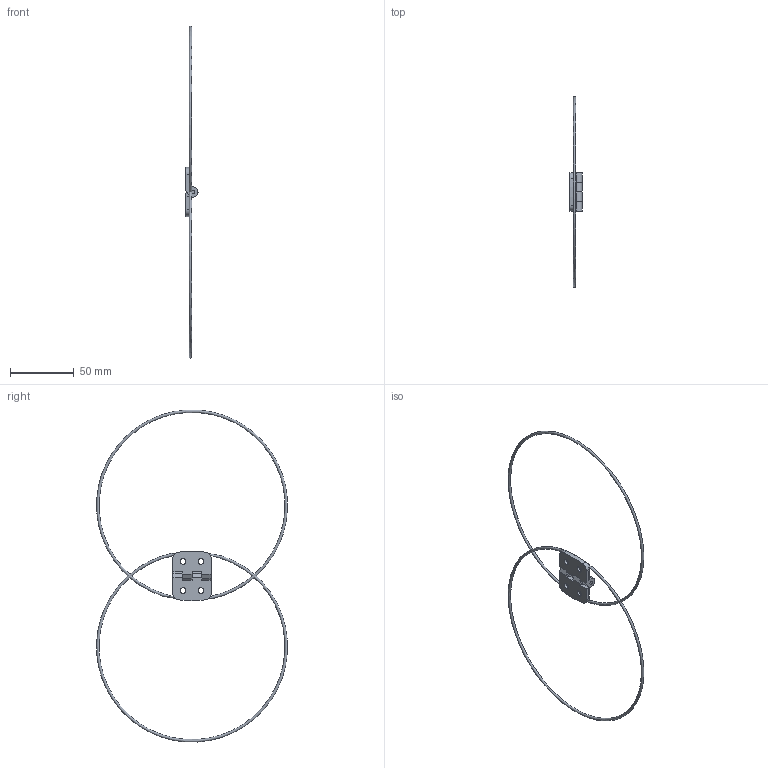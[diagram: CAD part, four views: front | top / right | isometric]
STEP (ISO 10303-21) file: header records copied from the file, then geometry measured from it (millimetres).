
FILE_DESCRIPTION (( 'STEP AP214' ), '1' );
FILE_NAME ('8020-12067-$PARTNUMBER.STEP', '2009-08-17T20:28:12', ( 'SysAdmin' ), ( 'SolidWorks' ), 'SwSTEP 2.0', 'SolidWorks 2009', '' );
FILE_SCHEMA (( 'AUTOMOTIVE_DESIGN' ));
Length unit declared in the file: millimetre
Products named in the file (4): 8020-12067-$PARTNUMBER; 8020-12067-$PARTNUMBER_8020-12067-DEFAULT_1206701; 8020-12067-$PARTNUMBER_8020-12067-DEFAULT_1206709; 8020-12067-$PARTNUMBER_8020-12067-DEFAULT_1206708
Assembly tree (3 placements, depth 2):
  8020-12067-$PARTNUMBER
    8020-12067-$PARTNUMBER_8020-12067-DEFAULT_1206701
    8020-12067-$PARTNUMBER_8020-12067-DEFAULT_1206709
    8020-12067-$PARTNUMBER_8020-12067-DEFAULT_1206708
Bounding box: 9.5 x 149.86 x 260.73 mm (x, y, z)
Volume: 2282.9 mm3; surface area: 9864.7 mm2
Topology: 3 solids, 3 shells, 96 faces, 254 edges, 162 vertices
Faces by surface type: cylinder 54, plane 30, cone 10, torus 2
Entity records: 3286 total; most frequent: CARTESIAN_POINT 692, DIRECTION 538, ORIENTED_EDGE 500, EDGE_CURVE 250, AXIS2_PLACEMENT_3D 202, VERTEX_POINT 160, LINE 134, VECTOR 134
